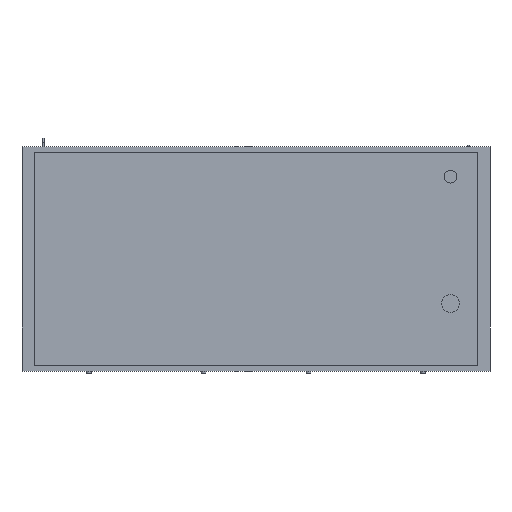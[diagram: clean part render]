
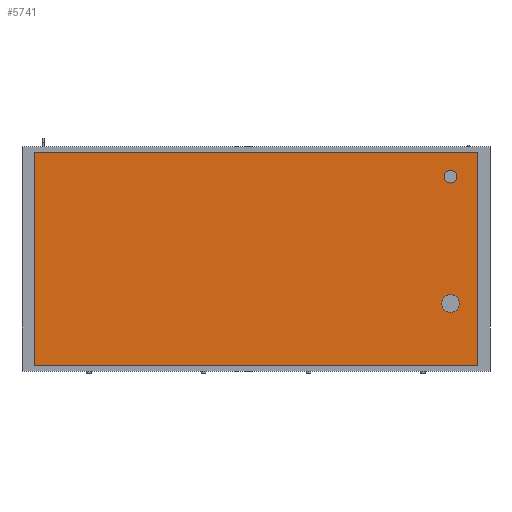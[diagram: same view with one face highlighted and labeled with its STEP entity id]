
A CAD part, front view. The second image highlights one B-rep face of the part: STEP entity #5741.
In plain terms, the highlighted planar face has unit normal (0, -1, 0).
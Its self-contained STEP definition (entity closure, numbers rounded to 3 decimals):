
#339=FACE_OUTER_BOUND('',#714,.T.);
#714=EDGE_LOOP('',(#3851,#3852,#3853,#3854));
#1108=LINE('',#8453,#1784);
#1111=LINE('',#8458,#1787);
#1112=LINE('',#8461,#1788);
#1113=LINE('',#8462,#1789);
#1784=VECTOR('',#6740,10.);
#1787=VECTOR('',#6745,10.);
#1788=VECTOR('',#6748,10.);
#1789=VECTOR('',#6749,10.);
#2451=VERTEX_POINT('',#8450);
#2452=VERTEX_POINT('',#8452);
#2453=VERTEX_POINT('',#8456);
#2454=VERTEX_POINT('',#8460);
#3004=EDGE_CURVE('',#2451,#2452,#1108,.T.);
#3007=EDGE_CURVE('',#2451,#2453,#1111,.T.);
#3008=EDGE_CURVE('',#2454,#2453,#1112,.T.);
#3009=EDGE_CURVE('',#2452,#2454,#1113,.T.);
#3851=ORIENTED_EDGE('',*,*,#3007,.T.);
#3852=ORIENTED_EDGE('',*,*,#3008,.F.);
#3853=ORIENTED_EDGE('',*,*,#3009,.F.);
#3854=ORIENTED_EDGE('',*,*,#3004,.F.);
#5436=PLANE('',#6185);
#5741=ADVANCED_FACE('',(#339),#5436,.T.);
#6185=AXIS2_PLACEMENT_3D('',#8459,#6746,#6747);
#6740=DIRECTION('',(0.,0.,1.));
#6745=DIRECTION('',(1.,0.,0.));
#6746=DIRECTION('center_axis',(0.,-1.,0.));
#6747=DIRECTION('ref_axis',(0.,0.,-1.));
#6748=DIRECTION('',(0.,0.,-1.));
#6749=DIRECTION('',(1.,0.,0.));
#8450=CARTESIAN_POINT('',(-687.5,-185.,-330.));
#8452=CARTESIAN_POINT('',(-687.5,-185.,330.));
#8453=CARTESIAN_POINT('',(-687.5,-185.,330.));
#8456=CARTESIAN_POINT('',(687.5,-185.,-330.));
#8458=CARTESIAN_POINT('',(0.,-185.,-330.));
#8459=CARTESIAN_POINT('Origin',(0.,-185.,330.));
#8460=CARTESIAN_POINT('',(687.5,-185.,330.));
#8461=CARTESIAN_POINT('',(687.5,-185.,330.));
#8462=CARTESIAN_POINT('',(0.,-185.,330.));
